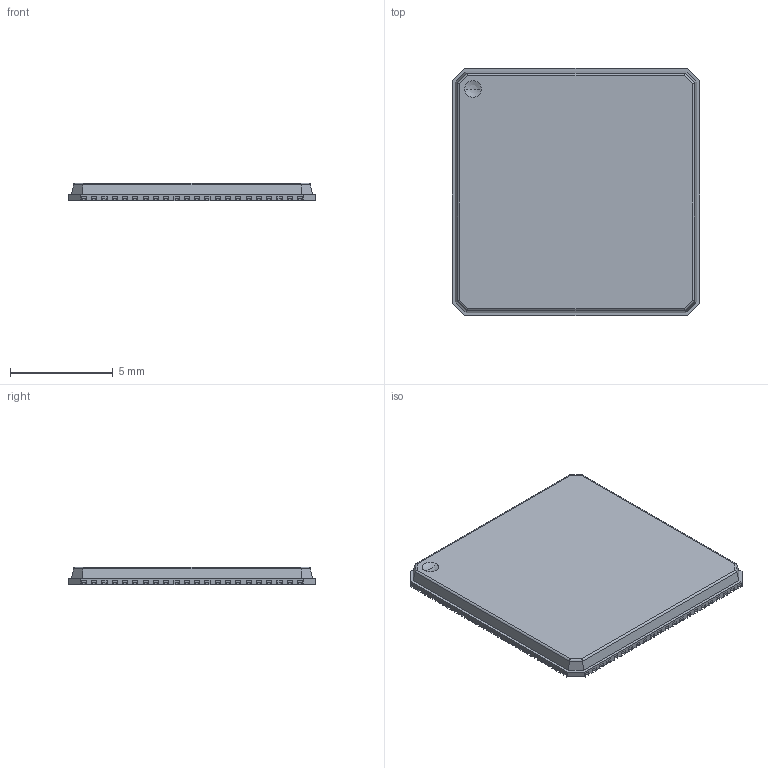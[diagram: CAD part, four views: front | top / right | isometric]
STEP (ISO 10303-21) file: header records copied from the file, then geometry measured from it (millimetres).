
FILE_DESCRIPTION((''),'2;1');
FILE_NAME('RUR0088E_ASM','2020-05-05T14:18:03',('a0412086'),(''),'CREO PARAMETRIC BY PTC INC, 2019292','CREO PARAMETRIC BY PTC INC, 2019292','');
FILE_SCHEMA(('AUTOMOTIVE_DESIGN { 1 0 10303 214 1 1 1 1 }'));
Length unit declared in the file: millimetre
Products named in the file (3): BODY-QFN-PUNCH; FRAME-RUR0088E; RUR0088E_ASM
Assembly tree (2 placements, depth 2):
  RUR0088E_ASM
    BODY-QFN-PUNCH
    FRAME-RUR0088E
Bounding box: 12 x 12 x 0.85 mm (x, y, z)
Volume: 114.1 mm3; surface area: 468.3 mm2
Topology: 90 solids, 90 shells, 1280 faces, 3286 edges, 2187 vertices
Faces by surface type: plane 1000, cylinder 278, sphere 2
Entity records: 49656 total; most frequent: CARTESIAN_POINT 6811, ORIENTED_EDGE 6568, DIRECTION 6390, PRESENTATION_STYLE_ASSIGNMENT 3462, STYLED_ITEM 3374, CURVE_STYLE 3284, EDGE_CURVE 3284, VECTOR 2732
